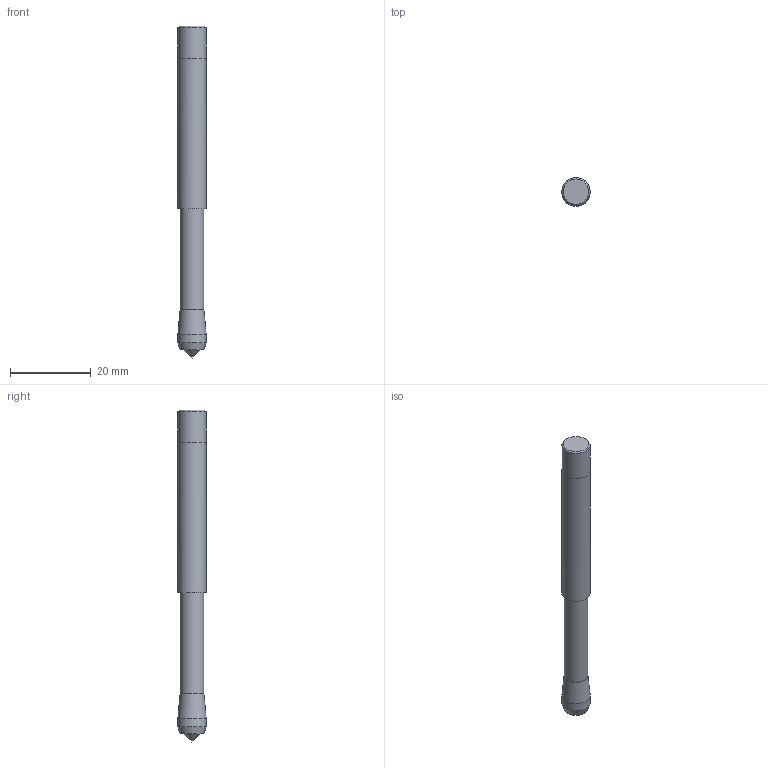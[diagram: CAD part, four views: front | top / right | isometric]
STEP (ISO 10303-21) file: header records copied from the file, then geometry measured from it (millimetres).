
FILE_DESCRIPTION ((), '3-D model version:1');
FILE_NAME ('EX03PM7', '2013-09-12T15:51:56', ('InteractiveCad'), ('AB Sandvik Coromant'), 'HarmonyWare STEP v1.9.12', 'T3D tool generator', '');
FILE_SCHEMA (('CONFIG_CONTROL_DESIGN'));
Length unit declared in the file: millimetre
Products named in the file (2): NONE
Bounding box: 7 x 7 x 82 mm (x, y, z)
Volume: 2758.8 mm3; surface area: 2077.9 mm2
Topology: 2 solids, 2 shells, 17 faces, 31 edges, 17 vertices
Faces by surface type: bspline 17
Entity records: 768 total; most frequent: CARTESIAN_POINT 309, ORIENTED_EDGE 60, DIRECTION 38, EDGE_CURVE 30, EDGE_LOOP 19, VERTEX_POINT 17, FACE_OUTER_BOUND 17, ADVANCED_FACE 17
